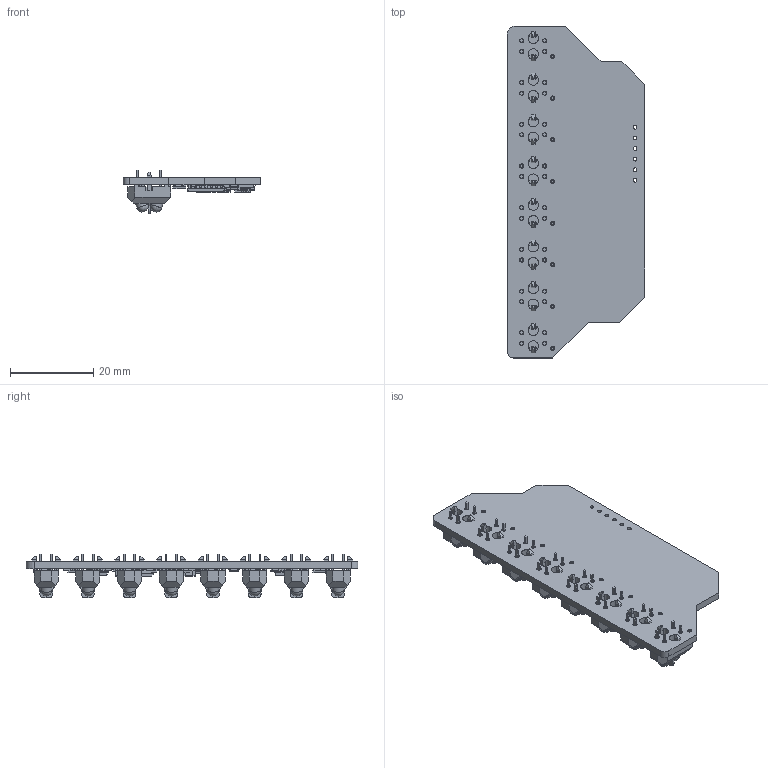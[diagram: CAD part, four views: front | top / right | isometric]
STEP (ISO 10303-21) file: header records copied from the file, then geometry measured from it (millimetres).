
FILE_DESCRIPTION(('Open CASCADE Model'),'2;1');
FILE_NAME('Open CASCADE Shape Model','2020-09-26T19:23:00',('Author'),( 'Open CASCADE'),'Open CASCADE STEP processor 6.8','Open CASCADE 6.8' ,'Unknown');
FILE_SCHEMA(('AUTOMOTIVE_DESIGN { 1 0 10303 214 1 1 1 1 }'));
Length unit declared in the file: millimetre
Products named in the file (135): PCB; Board; Open CASCADE STEP translator 6.8 1.1.1; C16; 6091249584; Extruded; 6091249184; C15; C11; 6091248224; 6091247904; R1; 5694662800; Mid_Body; Terminal; Open_CASCADE_STEP_translator_6.8_7.2.1; Mark; Y1; TSX-3225; RN2; 5694665520; body; Open_CASCADE_STEP_translator_6.8_25.1.1; mark; Mid_Pin; Open_CASCADE_STEP_translator_6.8_25.3.1; RN1; C23; C22; Q9; SOT23-3; Q8; Q7; Q6; Q4; Q5; Q3; Q2; U12; TCRT5000 ...
Assembly tree (250 placements, depth 5):
  PCB
    Board
      Open CASCADE STEP translator 6.8 1.1.1
    C16
      6091249584
        Extruded
      6091249184  x2
        Extruded
    C15
      6091249584
        Extruded
      6091249184  x2
        Extruded
    C11
      6091248224
        Extruded
      6091247904  x2
        Extruded
    R1
      5694662800
        Mid_Body
        Terminal  x2
          Open_CASCADE_STEP_translator_6.8_7.2.1
        Mark
    Y1
      TSX-3225
    RN2
      5694665520
        body
          Open_CASCADE_STEP_translator_6.8_25.1.1
        mark
        Mid_Pin  x8
          Open_CASCADE_STEP_translator_6.8_25.3.1
    RN1
      5694665520
        body
          Open_CASCADE_STEP_translator_6.8_25.1.1
        mark
        Mid_Pin  x8
          Open_CASCADE_STEP_translator_6.8_25.3.1
    C23
      6091249184  x2
        Extruded
      6091249584
        Extruded
    C22
      6091249184  x2
        Extruded
      6091249584
        Extruded
    Q9
      SOT23-3
    Q8
      SOT23-3
    Q7
      SOT23-3
    Q6
      SOT23-3
    Q4
      SOT23-3
Bounding box: 33 x 79.6 x 10.52 mm (x, y, z)
Volume: 5970.6 mm3; surface area: 9366.8 mm2
Topology: 264 solids, 266 shells, 5475 faces, 13446 edges, 8472 vertices
Faces by surface type: plane 4383, cylinder 906, sphere 68, bspline 64, torus 30, cone 24
Full cylindrical faces by diameter (mm): 0.5 x2, 0.6 x4, 0.9 x14, 1 x40, 2.5 x16, 2.796 x16
Entity records: 57220 total; most frequent: CARTESIAN_POINT 11003, DIRECTION 8382, ORIENTED_EDGE 8243, EDGE_CURVE 4122, LINE 3170, VECTOR 3170, VERTEX_POINT 2626, AXIS2_PLACEMENT_3D 2606
